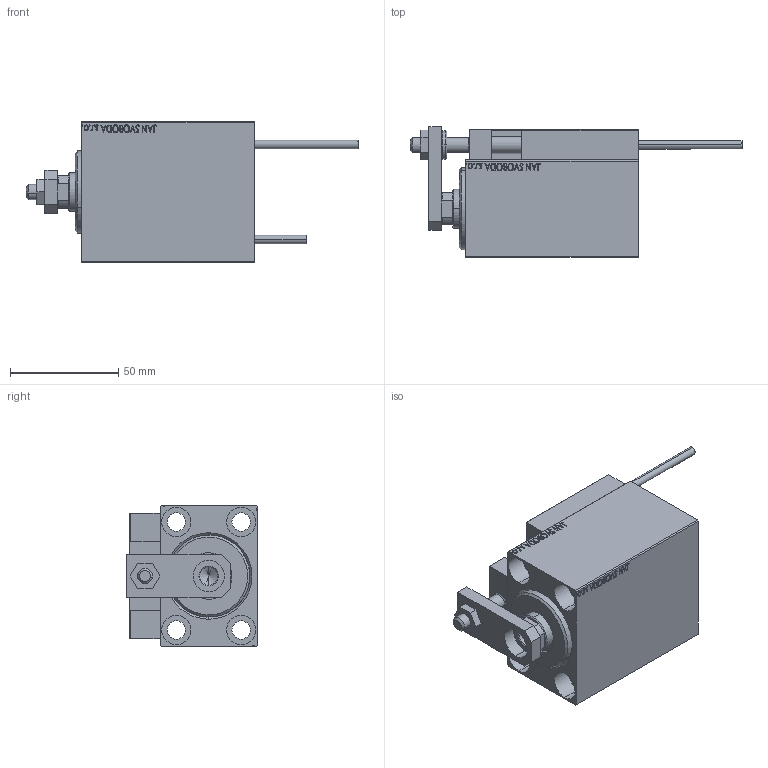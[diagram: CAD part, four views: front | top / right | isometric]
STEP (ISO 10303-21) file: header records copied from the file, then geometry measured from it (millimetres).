
FILE_DESCRIPTION (( 'STEP AP203' ), '1' );
FILE_NAME ('7518.STEP', '2022-05-09T11:14:10', ( '' ), ( '' ), 'SwSTEP 2.0', 'SolidWorks 2019', '' );
FILE_SCHEMA (( 'CONFIG_CONTROL_DESIGN' ));
Length unit declared in the file: millimetre
Products named in the file (15): TYC_L79 1cd583d8f190484d37cd37cbb5c2d364; V450CM_C_Body 1cd583d8f190484d37cd37cbb5c2d364; SWITCH DIM B,W 1cd583d8f190484d37cd37cbb5c2d364; NUT_D12 1cd583d8f190484d37cd37cbb5c2d364; SWITCH X 1cd583d8f190484d37cd37cbb5c2d364; V450CM_C_VCP 1cd583d8f190484d37cd37cbb5c2d364; ALLEN BOLT D8 1cd583d8f190484d37cd37cbb5c2d364; 7518; ZARAZKA 1cd583d8f190484d37cd37cbb5c2d364; SWITCH_X_FRONT_BACK 1cd583d8f190484d37cd37cbb5c2d364; MAGNET 1cd583d8f190484d37cd37cbb5c2d364; KONCOVKA 1cd583d8f190484d37cd37cbb5c2d364; Block 1cd583d8f190484d37cd37cbb5c2d364; ALLEN BOLT D5 1cd583d8f190484d37cd37cbb5c2d364; V450CM_VC_B 1cd583d8f190484d37cd37cbb5c2d364
Assembly tree (24 placements, depth 3):
  7518
    V450CM_C_Body 1cd583d8f190484d37cd37cbb5c2d364
    SWITCH X 1cd583d8f190484d37cd37cbb5c2d364
      SWITCH_X_FRONT_BACK 1cd583d8f190484d37cd37cbb5c2d364  x2
      TYC_L79 1cd583d8f190484d37cd37cbb5c2d364
      Block 1cd583d8f190484d37cd37cbb5c2d364  x2
      ALLEN BOLT D5 1cd583d8f190484d37cd37cbb5c2d364  x4
      ALLEN BOLT D8 1cd583d8f190484d37cd37cbb5c2d364  x4
      MAGNET 1cd583d8f190484d37cd37cbb5c2d364  x2
      KONCOVKA 1cd583d8f190484d37cd37cbb5c2d364  x2
    NUT_D12 1cd583d8f190484d37cd37cbb5c2d364
    SWITCH DIM B,W 1cd583d8f190484d37cd37cbb5c2d364
    ZARAZKA 1cd583d8f190484d37cd37cbb5c2d364
    V450CM_C_VCP 1cd583d8f190484d37cd37cbb5c2d364
    V450CM_VC_B 1cd583d8f190484d37cd37cbb5c2d364
Bounding box: 153.7 x 60.5 x 65 mm (x, y, z)
Volume: 248067.6 mm3; surface area: 71120 mm2
Topology: 23 solids, 23 shells, 1283 faces, 3069 edges, 1963 vertices
Faces by surface type: plane 561, bspline 380, cylinder 188, cone 106, torus 44, sphere 4
Entity records: 50252 total; most frequent: CARTESIAN_POINT 25968, ORIENTED_EDGE 5158, DIRECTION 3465, EDGE_CURVE 2579, VERTEX_POINT 1687, VECTOR 1485, LINE 1485, EDGE_LOOP 1194
